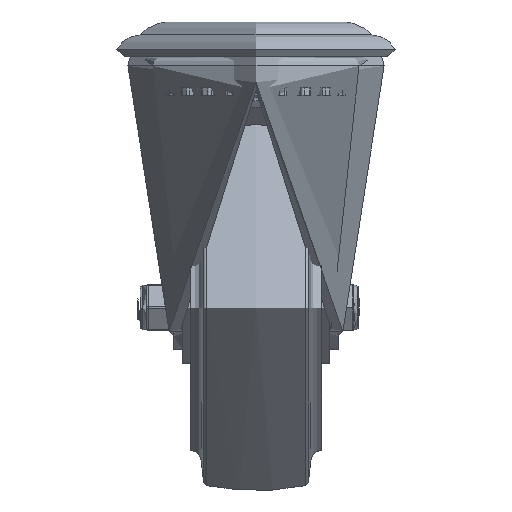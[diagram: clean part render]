
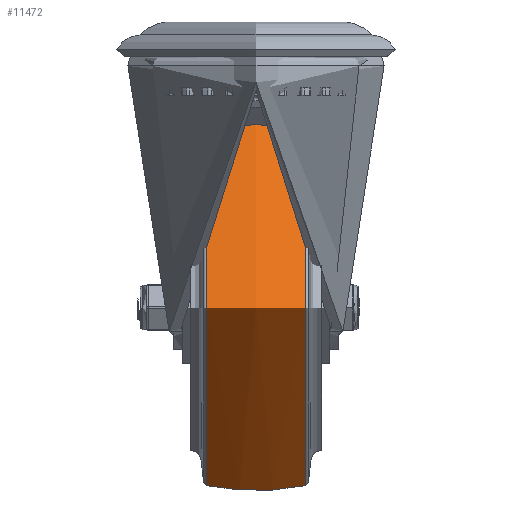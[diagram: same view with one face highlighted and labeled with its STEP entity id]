
A CAD part, left-side view. The second image highlights one B-rep face of the part: STEP entity #11472.
In plain terms, the highlighted free-form (B-spline) face has degree [2, 2] with [3, 9] control points.
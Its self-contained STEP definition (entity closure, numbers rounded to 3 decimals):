
#44=(
BOUNDED_SURFACE()
B_SPLINE_SURFACE(2,2,((#20407,#20408,#20409,#20410,#20411,#20412,#20413,
#20414,#20415),(#20416,#20417,#20418,#20419,#20420,#20421,#20422,#20423,
#20424),(#20425,#20426,#20427,#20428,#20429,#20430,#20431,#20432,#20433)),
 .UNSPECIFIED.,.F.,.T.,.F.)
B_SPLINE_SURFACE_WITH_KNOTS((3,3),(3,2,2,2,3),(-0.199,0.199),
(-3.142,-1.571,0.,1.571,3.142),
 .UNSPECIFIED.)
GEOMETRIC_REPRESENTATION_ITEM()
RATIONAL_B_SPLINE_SURFACE(((1.,0.707,1.,0.707,1.,
0.707,1.,0.707,1.),(0.98,0.693,
0.98,0.693,0.98,0.693,
0.98,0.693,0.98),(1.,0.707,
1.,0.707,1.,0.707,1.,0.707,1.)))
REPRESENTATION_ITEM('')
SURFACE()
);
#3354=FACE_OUTER_BOUND('',#4032,.T.);
#4032=EDGE_LOOP('',(#9569,#9570,#9571,#9572));
#4655=CIRCLE('',#12570,48.649);
#4656=CIRCLE('',#12571,68.437);
#4657=CIRCLE('',#12572,48.649);
#5525=VERTEX_POINT('',#20404);
#5526=VERTEX_POINT('',#20434);
#6933=EDGE_CURVE('',#5525,#5525,#4655,.T.);
#6934=EDGE_CURVE('',#5525,#5526,#4656,.T.);
#6935=EDGE_CURVE('',#5526,#5526,#4657,.T.);
#9569=ORIENTED_EDGE('',*,*,#6933,.F.);
#9570=ORIENTED_EDGE('',*,*,#6934,.T.);
#9571=ORIENTED_EDGE('',*,*,#6935,.T.);
#9572=ORIENTED_EDGE('',*,*,#6934,.F.);
#11472=ADVANCED_FACE('',(#3354),#44,.F.);
#12570=AXIS2_PLACEMENT_3D('',#20406,#15014,#15015);
#12571=AXIS2_PLACEMENT_3D('',#20435,#15016,#15017);
#12572=AXIS2_PLACEMENT_3D('',#20436,#15018,#15019);
#15014=DIRECTION('center_axis',(0.,1.,0.));
#15015=DIRECTION('ref_axis',(0.,0.,1.));
#15016=DIRECTION('center_axis',(-1.,0.,0.));
#15017=DIRECTION('ref_axis',(0.,0.,
-1.));
#15018=DIRECTION('center_axis',(0.,1.,0.));
#15019=DIRECTION('ref_axis',(0.,0.,1.));
#20404=CARTESIAN_POINT('',(0.,13.53,-48.649));
#20406=CARTESIAN_POINT('Origin',(0.,13.53,0.));
#20407=CARTESIAN_POINT('Ctrl Pts',(0.,-13.53,-48.649));
#20408=CARTESIAN_POINT('Ctrl Pts',(-48.649,-13.53,
-48.649));
#20409=CARTESIAN_POINT('Ctrl Pts',(-48.649,-13.53,
0.));
#20410=CARTESIAN_POINT('Ctrl Pts',(-48.649,-13.53,
48.649));
#20411=CARTESIAN_POINT('Ctrl Pts',(0.,-13.53,48.649));
#20412=CARTESIAN_POINT('Ctrl Pts',(48.649,-13.53,48.649));
#20413=CARTESIAN_POINT('Ctrl Pts',(48.649,-13.53,0.));
#20414=CARTESIAN_POINT('Ctrl Pts',(48.649,-13.53,-48.649));
#20415=CARTESIAN_POINT('Ctrl Pts',(0.,-13.53,-48.649));
#20416=CARTESIAN_POINT('Ctrl Pts',(0.,0.,-51.378));
#20417=CARTESIAN_POINT('Ctrl Pts',(-51.378,0.,
-51.378));
#20418=CARTESIAN_POINT('Ctrl Pts',(-51.378,0.,
0.));
#20419=CARTESIAN_POINT('Ctrl Pts',(-51.378,0.,
51.378));
#20420=CARTESIAN_POINT('Ctrl Pts',(0.,0.,51.378));
#20421=CARTESIAN_POINT('Ctrl Pts',(51.378,0.,
51.378));
#20422=CARTESIAN_POINT('Ctrl Pts',(51.378,0.,
0.));
#20423=CARTESIAN_POINT('Ctrl Pts',(51.378,0.,
-51.378));
#20424=CARTESIAN_POINT('Ctrl Pts',(0.,0.,-51.378));
#20425=CARTESIAN_POINT('Ctrl Pts',(0.,13.53,-48.649));
#20426=CARTESIAN_POINT('Ctrl Pts',(-48.649,13.53,-48.649));
#20427=CARTESIAN_POINT('Ctrl Pts',(-48.649,13.53,0.));
#20428=CARTESIAN_POINT('Ctrl Pts',(-48.649,13.53,48.649));
#20429=CARTESIAN_POINT('Ctrl Pts',(0.,13.53,48.649));
#20430=CARTESIAN_POINT('Ctrl Pts',(48.649,13.53,48.649));
#20431=CARTESIAN_POINT('Ctrl Pts',(48.649,13.53,0.));
#20432=CARTESIAN_POINT('Ctrl Pts',(48.649,13.53,-48.649));
#20433=CARTESIAN_POINT('Ctrl Pts',(0.,13.53,-48.649));
#20434=CARTESIAN_POINT('',(0.,-13.53,-48.649));
#20435=CARTESIAN_POINT('Origin',(0.,0.,
18.437));
#20436=CARTESIAN_POINT('Origin',(0.,-13.53,0.));
